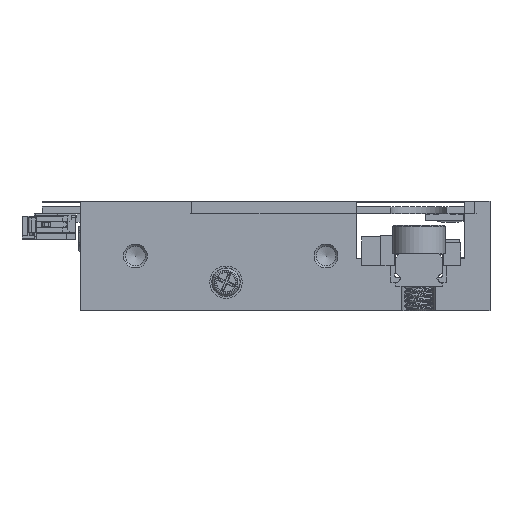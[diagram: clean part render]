
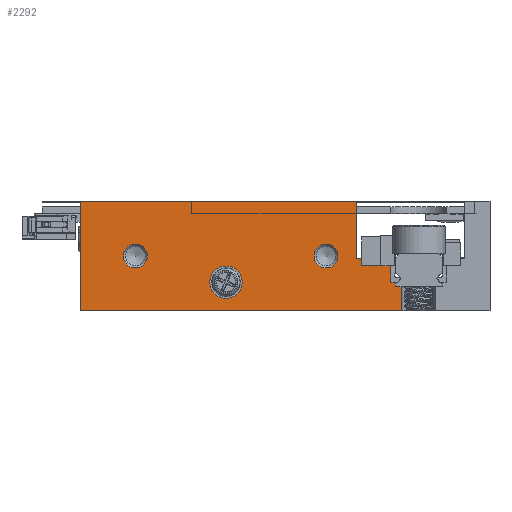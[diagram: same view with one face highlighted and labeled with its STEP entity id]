
A CAD part, left-side view. The second image highlights one B-rep face of the part: STEP entity #2292.
In plain terms, the highlighted planar face has unit normal (-1, 0, 0).
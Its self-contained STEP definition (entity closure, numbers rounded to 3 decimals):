
#1631=FACE_BOUND('',#6086,.T.);
#1632=FACE_BOUND('',#6087,.T.);
#1633=FACE_BOUND('',#6088,.T.);
#1634=FACE_BOUND('',#6089,.T.);
#2292=ADVANCED_FACE('',(#1631,#1632,#1633,#1634),#3770,.F.);
#3770=PLANE('',#29400);
#6086=EDGE_LOOP('',(#8843));
#6087=EDGE_LOOP('',(#8844));
#6088=EDGE_LOOP('',(#8845));
#6089=EDGE_LOOP('',(#8846,#8847,#8848,#8849,#8850,#8851,#8852,#8853));
#7975=CIRCLE('',#29397,1.7);
#7976=CIRCLE('',#29398,1.25);
#7977=CIRCLE('',#29399,1.25);
#8843=ORIENTED_EDGE('',*,*,#19348,.T.);
#8844=ORIENTED_EDGE('',*,*,#19349,.T.);
#8845=ORIENTED_EDGE('',*,*,#19350,.T.);
#8846=ORIENTED_EDGE('',*,*,#19328,.T.);
#8847=ORIENTED_EDGE('',*,*,#19351,.T.);
#8848=ORIENTED_EDGE('',*,*,#19352,.T.);
#8849=ORIENTED_EDGE('',*,*,#19353,.T.);
#8850=ORIENTED_EDGE('',*,*,#19354,.T.);
#8851=ORIENTED_EDGE('',*,*,#19306,.T.);
#8852=ORIENTED_EDGE('',*,*,#19280,.F.);
#8853=ORIENTED_EDGE('',*,*,#19290,.T.);
#16588=VERTEX_POINT('',#39352);
#16589=VERTEX_POINT('',#39354);
#16596=VERTEX_POINT('',#39371);
#16607=VERTEX_POINT('',#39403);
#16626=VERTEX_POINT('',#39447);
#16642=VERTEX_POINT('',#39488);
#16643=VERTEX_POINT('',#39490);
#16644=VERTEX_POINT('',#39492);
#16645=VERTEX_POINT('',#39494);
#16646=VERTEX_POINT('',#39496);
#16647=VERTEX_POINT('',#39498);
#19280=EDGE_CURVE('',#16588,#16589,#23186,.T.);
#19290=EDGE_CURVE('',#16588,#16596,#23194,.T.);
#19306=EDGE_CURVE('',#16607,#16589,#23210,.T.);
#19328=EDGE_CURVE('',#16596,#16626,#23221,.T.);
#19348=EDGE_CURVE('',#16642,#16642,#7975,.T.);
#19349=EDGE_CURVE('',#16643,#16643,#7976,.T.);
#19350=EDGE_CURVE('',#16644,#16644,#7977,.T.);
#19351=EDGE_CURVE('',#16626,#16645,#23240,.T.);
#19352=EDGE_CURVE('',#16645,#16646,#23241,.T.);
#19353=EDGE_CURVE('',#16646,#16647,#23242,.T.);
#19354=EDGE_CURVE('',#16647,#16607,#23243,.T.);
#23186=LINE('',#39353,#26289);
#23194=LINE('',#39372,#26297);
#23210=LINE('',#39402,#26313);
#23221=LINE('',#39448,#26324);
#23240=LINE('',#39493,#26343);
#23241=LINE('',#39495,#26344);
#23242=LINE('',#39497,#26345);
#23243=LINE('',#39499,#26346);
#26289=VECTOR('',#31687,1.);
#26297=VECTOR('',#31701,1.);
#26313=VECTOR('',#31725,1.);
#26324=VECTOR('',#31766,1.);
#26343=VECTOR('',#31801,1.);
#26344=VECTOR('',#31802,1.);
#26345=VECTOR('',#31803,1.);
#26346=VECTOR('',#31804,1.);
#29397=AXIS2_PLACEMENT_3D('',#39487,#31795,#31796);
#29398=AXIS2_PLACEMENT_3D('',#39489,#31797,#31798);
#29399=AXIS2_PLACEMENT_3D('',#39491,#31799,#31800);
#29400=AXIS2_PLACEMENT_3D('',#39500,#31805,#31806);
#31687=DIRECTION('',(0.,-1.,0.));
#31701=DIRECTION('',(0.,0.,-1.));
#31725=DIRECTION('',(0.,0.,1.));
#31766=DIRECTION('',(0.,-1.,0.));
#31795=DIRECTION('',(1.,0.,0.));
#31796=DIRECTION('',(0.,1.,0.));
#31797=DIRECTION('',(1.,0.,0.));
#31798=DIRECTION('',(0.,1.,0.));
#31799=DIRECTION('',(1.,0.,0.));
#31800=DIRECTION('',(0.,1.,0.));
#31801=DIRECTION('',(0.,0.,1.));
#31802=DIRECTION('',(0.,1.,0.));
#31803=DIRECTION('',(0.,0.,1.));
#31804=DIRECTION('',(0.,1.,0.));
#31805=DIRECTION('',(1.,0.,0.));
#31806=DIRECTION('',(0.,1.,0.));
#39352=CARTESIAN_POINT('',(-15.,43.,11.5));
#39353=CARTESIAN_POINT('',(-15.,43.,11.5));
#39354=CARTESIAN_POINT('',(-15.,14.05,11.5));
#39371=CARTESIAN_POINT('',(-15.,43.,0.));
#39372=CARTESIAN_POINT('',(-15.,43.,11.5));
#39402=CARTESIAN_POINT('',(-15.,14.05,5.5));
#39403=CARTESIAN_POINT('',(-15.,14.05,5.5));
#39447=CARTESIAN_POINT('',(-15.,9.25,0.));
#39448=CARTESIAN_POINT('',(-15.,43.,0.));
#39487=CARTESIAN_POINT('',(-15.,27.7,3.));
#39488=CARTESIAN_POINT('',(-15.,29.4,3.));
#39489=CARTESIAN_POINT('',(-15.,37.2,5.75));
#39490=CARTESIAN_POINT('',(-15.,38.45,5.75));
#39491=CARTESIAN_POINT('',(-15.,17.2,5.75));
#39492=CARTESIAN_POINT('',(-15.,18.45,5.75));
#39493=CARTESIAN_POINT('',(-15.,9.25,-0.3));
#39494=CARTESIAN_POINT('',(-15.,9.25,3.));
#39495=CARTESIAN_POINT('',(-15.,4.6,3.));
#39496=CARTESIAN_POINT('',(-15.,10.4,3.));
#39497=CARTESIAN_POINT('',(-15.,10.4,3.));
#39498=CARTESIAN_POINT('',(-15.,10.4,5.5));
#39499=CARTESIAN_POINT('',(-15.,10.4,5.5));
#39500=CARTESIAN_POINT('',(-15.,43.,11.5));
